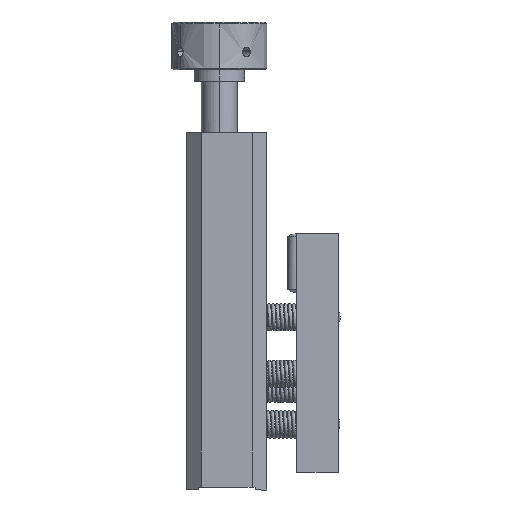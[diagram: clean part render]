
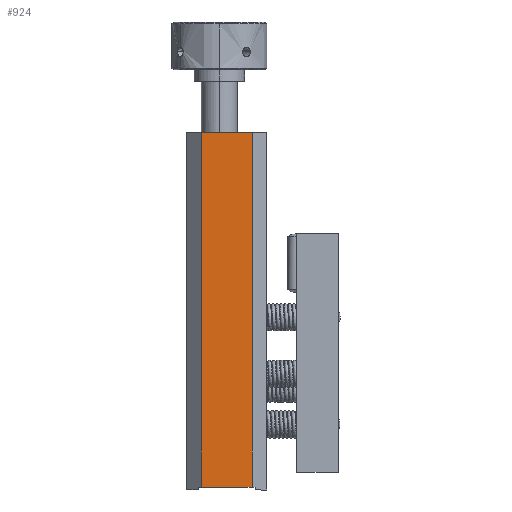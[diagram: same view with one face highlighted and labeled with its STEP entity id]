
A CAD part, left-side view. The second image highlights one B-rep face of the part: STEP entity #924.
In plain terms, the highlighted free-form (B-spline) face has degree [1, 1] with [2, 2] control points.
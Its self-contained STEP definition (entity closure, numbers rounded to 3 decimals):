
#924=ADVANCED_FACE('',(#1810),#32513,.T.);
#1810=FACE_OUTER_BOUND('',#2706,.T.);
#2706=EDGE_LOOP('',(#3933,#3934,#3935,#3936));
#3933=ORIENTED_EDGE('',*,*,#26954,.F.);
#3934=ORIENTED_EDGE('',*,*,#26966,.F.);
#3935=ORIENTED_EDGE('',*,*,#27121,.F.);
#3936=ORIENTED_EDGE('',*,*,#27119,.F.);
#8515=PCURVE('',#32480,#13389);
#8534=PCURVE('',#32481,#13408);
#8790=PCURVE('',#32511,#13664);
#8796=PCURVE('',#32512,#13670);
#8807=PCURVE('',#32513,#13681);
#8808=PCURVE('',#32513,#13682);
#8809=PCURVE('',#32513,#13683);
#8810=PCURVE('',#32513,#13684);
#13389=DEFINITIONAL_REPRESENTATION('',(#18271),#174981);
#13408=DEFINITIONAL_REPRESENTATION('',(#18293),#174981);
#13664=DEFINITIONAL_REPRESENTATION('',(#18581),#174981);
#13670=DEFINITIONAL_REPRESENTATION('',(#18589),#174981);
#13681=DEFINITIONAL_REPRESENTATION('',(#18597),#174981);
#13682=DEFINITIONAL_REPRESENTATION('',(#18598),#174981);
#13683=DEFINITIONAL_REPRESENTATION('',(#18599),#174981);
#13684=DEFINITIONAL_REPRESENTATION('',(#18600),#174981);
#18270=B_SPLINE_CURVE_WITH_KNOTS('',1,(#34998,#34999),.UNSPECIFIED.,.F.,
 .F.,(2,2),(-8.5,0.),.UNSPECIFIED.);
#18271=B_SPLINE_CURVE_WITH_KNOTS('',1,(#35000,#35001),.UNSPECIFIED.,.F.,
 .F.,(2,2),(-8.5,0.),.UNSPECIFIED.);
#18292=B_SPLINE_CURVE_WITH_KNOTS('',1,(#35087,#35088),.UNSPECIFIED.,.F.,
 .F.,(2,2),(0.,59.5),.UNSPECIFIED.);
#18293=B_SPLINE_CURVE_WITH_KNOTS('',1,(#35089,#35090),.UNSPECIFIED.,.F.,
 .F.,(2,2),(0.,59.5),.UNSPECIFIED.);
#18580=B_SPLINE_CURVE_WITH_KNOTS('',1,(#36397,#36398),.UNSPECIFIED.,.F.,
 .F.,(2,2),(0.,59.5),.UNSPECIFIED.);
#18581=B_SPLINE_CURVE_WITH_KNOTS('',1,(#36399,#36400),.UNSPECIFIED.,.F.,
 .F.,(2,2),(0.,59.5),.UNSPECIFIED.);
#18588=B_SPLINE_CURVE_WITH_KNOTS('',1,(#36413,#36414),.UNSPECIFIED.,.F.,
 .F.,(2,2),(-8.5,0.),.UNSPECIFIED.);
#18589=B_SPLINE_CURVE_WITH_KNOTS('',1,(#36415,#36416),.UNSPECIFIED.,.F.,
 .F.,(2,2),(-8.5,0.),.UNSPECIFIED.);
#18597=B_SPLINE_CURVE_WITH_KNOTS('',1,(#36451,#36452),.UNSPECIFIED.,.F.,
 .F.,(2,2),(-8.5,0.),.UNSPECIFIED.);
#18598=B_SPLINE_CURVE_WITH_KNOTS('',1,(#36453,#36454),.UNSPECIFIED.,.F.,
 .F.,(2,2),(0.,59.5),.UNSPECIFIED.);
#18599=B_SPLINE_CURVE_WITH_KNOTS('',1,(#36455,#36456),.UNSPECIFIED.,.F.,
 .F.,(2,2),(-8.5,0.),.UNSPECIFIED.);
#18600=B_SPLINE_CURVE_WITH_KNOTS('',1,(#36457,#36458),.UNSPECIFIED.,.F.,
 .F.,(2,2),(0.,59.5),.UNSPECIFIED.);
#24386=SURFACE_CURVE('',#18270,(#8515,#8807),.PCURVE_S1.);
#24398=SURFACE_CURVE('',#18292,(#8534,#8808),.PCURVE_S1.);
#24551=SURFACE_CURVE('',#18580,(#8790,#8810),.PCURVE_S1.);
#24553=SURFACE_CURVE('',#18588,(#8796,#8809),.PCURVE_S1.);
#26954=EDGE_CURVE('',#30832,#30833,#24386,.T.);
#26966=EDGE_CURVE('',#30838,#30832,#24398,.T.);
#27119=EDGE_CURVE('',#30833,#30940,#24551,.T.);
#27121=EDGE_CURVE('',#30940,#30838,#24553,.T.);
#30832=VERTEX_POINT('',#34608);
#30833=VERTEX_POINT('',#34609);
#30838=VERTEX_POINT('',#34614);
#30940=VERTEX_POINT('',#34716);
#32480=B_SPLINE_SURFACE_WITH_KNOTS('',1,1,((#33743,#33744),(#33745,#33746)),
 .UNSPECIFIED.,.F.,.F.,.F.,(2,2),(2,2),(-11.64,0.),
(0.,48.24),.UNSPECIFIED.);
#32481=B_SPLINE_SURFACE_WITH_KNOTS('',1,1,((#33747,#33748),(#33749,#33750)),
 .UNSPECIFIED.,.F.,.F.,.F.,(2,2),(2,2),(-4.582,0.),
(-72.24,0.),.UNSPECIFIED.);
#32511=B_SPLINE_SURFACE_WITH_KNOTS('',1,1,((#34245,#34246),(#34247,#34248)),
 .UNSPECIFIED.,.F.,.F.,.F.,(2,2),(2,2),(0.,4.582),
(0.,72.24),.UNSPECIFIED.);
#32512=B_SPLINE_SURFACE_WITH_KNOTS('',1,1,((#34249,#34250),(#34251,#34252)),
 .UNSPECIFIED.,.F.,.F.,.F.,(2,2),(2,2),(-16.44,0.),
(0.,48.24),.UNSPECIFIED.);
#32513=B_SPLINE_SURFACE_WITH_KNOTS('',1,1,((#34253,#34254),(#34255,#34256)),
 .UNSPECIFIED.,.F.,.F.,.F.,(2,2),(2,2),(-71.64,0.),(-10.44,
0.),.UNSPECIFIED.);
#33743=CARTESIAN_POINT('',(-43.925,0.5,12.57));
#33744=CARTESIAN_POINT('',(4.315,0.5,12.57));
#33745=CARTESIAN_POINT('',(-43.925,0.5,0.93));
#33746=CARTESIAN_POINT('',(4.315,0.5,0.93));
#33747=CARTESIAN_POINT('',(-36.935,66.12,13.87));
#33748=CARTESIAN_POINT('',(-36.935,-6.12,13.87));
#33749=CARTESIAN_POINT('',(-40.175,66.12,10.63));
#33750=CARTESIAN_POINT('',(-40.175,-6.12,10.63));
#34245=CARTESIAN_POINT('',(-36.935,-6.12,-0.37));
#34246=CARTESIAN_POINT('',(-36.935,66.12,-0.37));
#34247=CARTESIAN_POINT('',(-40.175,-6.12,2.87));
#34248=CARTESIAN_POINT('',(-40.175,66.12,2.87));
#34249=CARTESIAN_POINT('',(-43.925,60.,-1.47));
#34250=CARTESIAN_POINT('',(4.315,60.,-1.47));
#34251=CARTESIAN_POINT('',(-43.925,60.,14.97));
#34252=CARTESIAN_POINT('',(4.315,60.,14.97));
#34253=CARTESIAN_POINT('',(-39.805,66.07,1.53));
#34254=CARTESIAN_POINT('',(-39.805,66.07,11.97));
#34255=CARTESIAN_POINT('',(-39.805,-5.57,1.53));
#34256=CARTESIAN_POINT('',(-39.805,-5.57,11.97));
#34608=CARTESIAN_POINT('',(-39.805,0.5,11.));
#34609=CARTESIAN_POINT('',(-39.805,0.5,2.5));
#34614=CARTESIAN_POINT('',(-39.805,60.,11.));
#34716=CARTESIAN_POINT('',(-39.805,60.,2.5));
#34998=CARTESIAN_POINT('',(-39.805,0.5,11.));
#34999=CARTESIAN_POINT('',(-39.805,0.5,2.5));
#35000=CARTESIAN_POINT('',(-10.07,4.12));
#35001=CARTESIAN_POINT('',(-1.57,4.12));
#35087=CARTESIAN_POINT('',(-39.805,60.,11.));
#35088=CARTESIAN_POINT('',(-39.805,0.5,11.));
#35089=CARTESIAN_POINT('',(-0.523,-66.12));
#35090=CARTESIAN_POINT('',(-0.523,-6.62));
#36397=CARTESIAN_POINT('',(-39.805,0.5,2.5));
#36398=CARTESIAN_POINT('',(-39.805,60.,2.5));
#36399=CARTESIAN_POINT('',(4.059,6.62));
#36400=CARTESIAN_POINT('',(4.059,66.12));
#36413=CARTESIAN_POINT('',(-39.805,60.,2.5));
#36414=CARTESIAN_POINT('',(-39.805,60.,11.));
#36415=CARTESIAN_POINT('',(-12.47,4.12));
#36416=CARTESIAN_POINT('',(-3.97,4.12));
#36451=CARTESIAN_POINT('',(-6.07,-0.97));
#36452=CARTESIAN_POINT('',(-6.07,-9.47));
#36453=CARTESIAN_POINT('',(-65.57,-0.97));
#36454=CARTESIAN_POINT('',(-6.07,-0.97));
#36455=CARTESIAN_POINT('',(-65.57,-9.47));
#36456=CARTESIAN_POINT('',(-65.57,-0.97));
#36457=CARTESIAN_POINT('',(-6.07,-9.47));
#36458=CARTESIAN_POINT('',(-65.57,-9.47));
#174981=(
GEOMETRIC_REPRESENTATION_CONTEXT(2)
PARAMETRIC_REPRESENTATION_CONTEXT()
REPRESENTATION_CONTEXT('pspace','')
);
